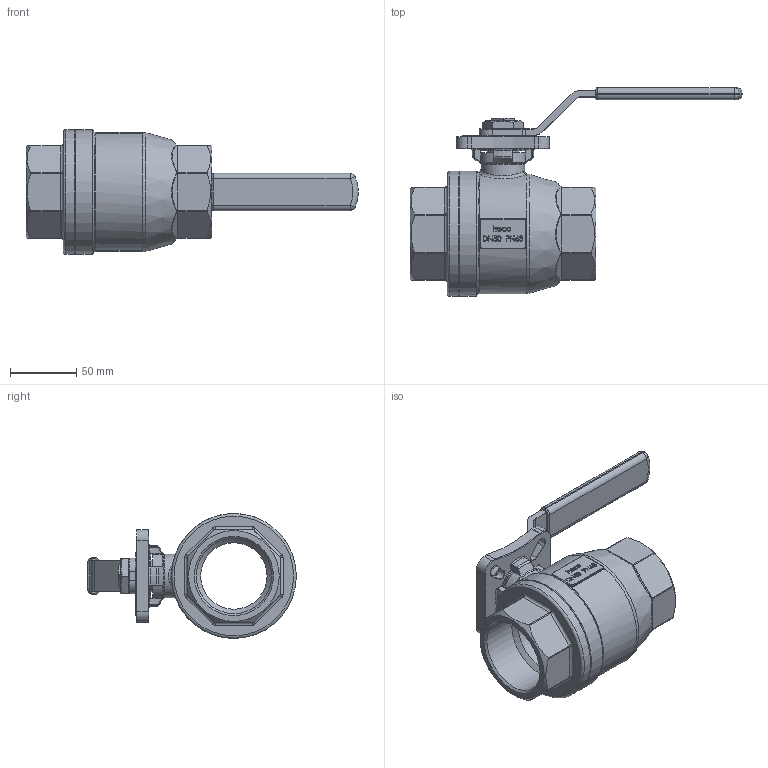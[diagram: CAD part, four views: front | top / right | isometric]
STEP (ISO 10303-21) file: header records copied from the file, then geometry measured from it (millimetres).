
FILE_DESCRIPTION (( 'STEP AP214' ), '1' );
FILE_NAME ('K2DA-200-4 Kugelhahn 2-teilig heco.STEP', '2015-12-01T08:54:29', ( 'test' ), ( '' ), 'SwSTEP 2.0', 'SolidWorks 2011', '' );
FILE_SCHEMA (( 'AUTOMOTIVE_DESIGN' ));
Length unit declared in the file: millimetre
Products named in the file (1): K2DA-200-4 Kugelhahn 2-teilig heco
Bounding box: 249.91 x 157 x 94 mm (x, y, z)
Volume: 538386.1 mm3; surface area: 96420.1 mm2
Topology: 1 solids, 1 shells, 1036 faces, 2646 edges, 1640 vertices
Faces by surface type: plane 344, bspline 319, cylinder 227, torus 116, cone 18, sphere 12
Full cylindrical faces by diameter (mm): 7 x1, 23 x1, 24 x1, 32 x2, 33 x1, 36 x1, 50 x1, 56.65 x2, 94 x2
Entity records: 56576 total; most frequent: CARTESIAN_POINT 22382, ORIENTED_EDGE 5172, DIRECTION 3998, EDGE_CURVE 2586, VERTEX_POINT 1627, AXIS2_PLACEMENT_3D 1408, VECTOR 1182, LINE 1182
